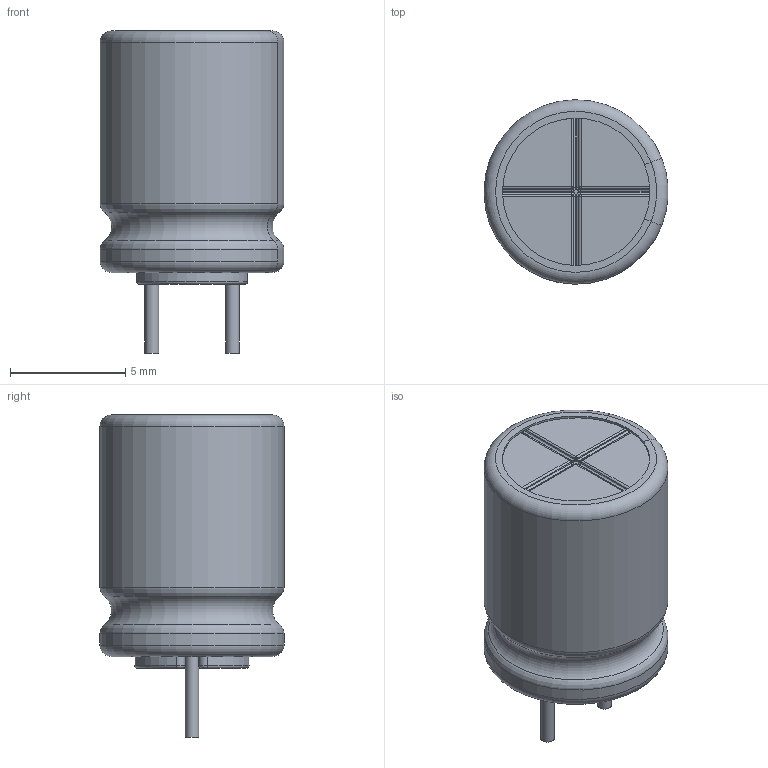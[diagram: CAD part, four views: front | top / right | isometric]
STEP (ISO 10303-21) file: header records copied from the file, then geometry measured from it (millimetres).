
FILE_DESCRIPTION(('FreeCAD Model'),'2;1');
FILE_NAME('Capacitor-Electrolytic-8x11.step','2018-05-07T13:54:31',('kicad StepUp'),('ksu MCAD'), 'Open CASCADE STEP processor 7.2','FreeCAD','Unknown');
FILE_SCHEMA(('AUTOMOTIVE_DESIGN { 1 0 10303 214 1 1 1 1 }'));
Length unit declared in the file: millimetre
Products named in the file (3): Solid; Solid002; Common001
Bounding box: 7.99 x 8 x 14 mm (x, y, z)
Volume: 518.2 mm3; surface area: 950 mm2
Topology: 3 solids, 3 shells, 115 faces, 283 edges, 178 vertices
Faces by surface type: cylinder 44, torus 33, plane 30, sphere 4, bspline 4
Full cylindrical faces by diameter (mm): 0.6 x2, 7.8 x2
Entity records: 4114 total; most frequent: CARTESIAN_POINT 725, DIRECTION 668, ORIENTED_EDGE 566, EDGE_CURVE 283, AXIS2_PLACEMENT_3D 282, VERTEX_POINT 178, CIRCLE 162, FACE_BOUND 119
